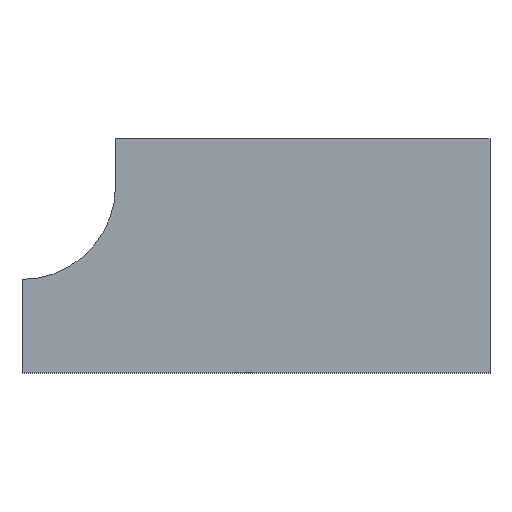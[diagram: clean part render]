
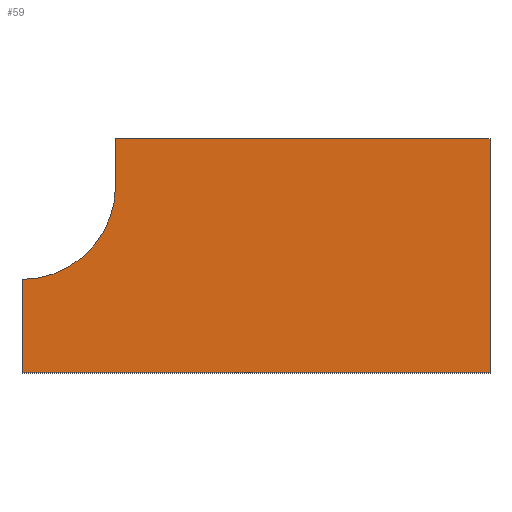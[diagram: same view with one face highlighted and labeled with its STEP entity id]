
A CAD part, top view. The second image highlights one B-rep face of the part: STEP entity #59.
In plain terms, the highlighted planar face has unit normal (0, 0, 1).
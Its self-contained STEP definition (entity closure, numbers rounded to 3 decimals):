
#59=ADVANCED_FACE('',(#103),#105,.T.);
#103=FACE_BOUND('',#104,.T.);
#104=EDGE_LOOP('',(#141,#142,#143,#144,#145,#146));
#105=PLANE('',#106);
#106=AXIS2_PLACEMENT_3D('',#107,#108,#109);
#107=CARTESIAN_POINT('',(0.,0.,1.));
#108=DIRECTION('',(0.,0.,1.));
#109=DIRECTION('',(1.,0.,0.));
#141=ORIENTED_EDGE('',*,*,#155,.T.);
#142=ORIENTED_EDGE('',*,*,#159,.T.);
#143=ORIENTED_EDGE('',*,*,#162,.T.);
#144=ORIENTED_EDGE('',*,*,#165,.T.);
#145=ORIENTED_EDGE('',*,*,#168,.T.);
#146=ORIENTED_EDGE('',*,*,#170,.T.);
#155=EDGE_CURVE('',#176,#174,#177,.T.);
#159=EDGE_CURVE('',#174,#181,#183,.T.);
#162=EDGE_CURVE('',#181,#186,#188,.T.);
#165=EDGE_CURVE('',#186,#191,#193,.T.);
#168=EDGE_CURVE('',#191,#196,#198,.T.);
#170=EDGE_CURVE('',#196,#176,#200,.T.);
#174=VERTEX_POINT('',#206);
#176=VERTEX_POINT('',#210);
#177=LINE('',#211,#212);
#181=VERTEX_POINT('',#221);
#183=LINE('',#225,#226);
#186=VERTEX_POINT('',#232);
#188=LINE('',#236,#237);
#191=VERTEX_POINT('',#243);
#193=LINE('',#247,#248);
#196=VERTEX_POINT('',#255);
#198=CIRCLE('',#259,20.);
#200=LINE('',#266,#267);
#206=CARTESIAN_POINT('',(100.,0.,1.));
#210=CARTESIAN_POINT('',(0.,0.,1.));
#211=CARTESIAN_POINT('',(0.,0.,1.));
#212=VECTOR('',#213,1.);
#213=DIRECTION('',(1.,0.,0.));
#221=CARTESIAN_POINT('',(100.,50.,1.));
#225=CARTESIAN_POINT('',(100.,0.,1.));
#226=VECTOR('',#227,1.);
#227=DIRECTION('',(0.,1.,0.));
#232=CARTESIAN_POINT('',(20.,50.,1.));
#236=CARTESIAN_POINT('',(100.,50.,1.));
#237=VECTOR('',#238,1.);
#238=DIRECTION('',(-1.,0.,0.));
#243=CARTESIAN_POINT('',(20.,40.,1.));
#247=CARTESIAN_POINT('',(20.,50.,1.));
#248=VECTOR('',#249,1.);
#249=DIRECTION('',(0.,-1.,0.));
#255=CARTESIAN_POINT('',(0.,20.,1.));
#259=AXIS2_PLACEMENT_3D('',#260,#261,#262);
#260=CARTESIAN_POINT('',(0.,40.,1.));
#261=DIRECTION('',(0.,0.,-1.));
#262=DIRECTION('',(1.,0.,0.));
#266=CARTESIAN_POINT('',(0.,20.,1.));
#267=VECTOR('',#268,1.);
#268=DIRECTION('',(0.,-1.,0.));
